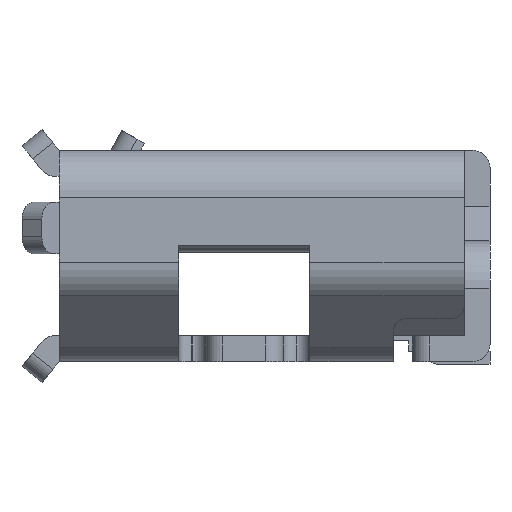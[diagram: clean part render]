
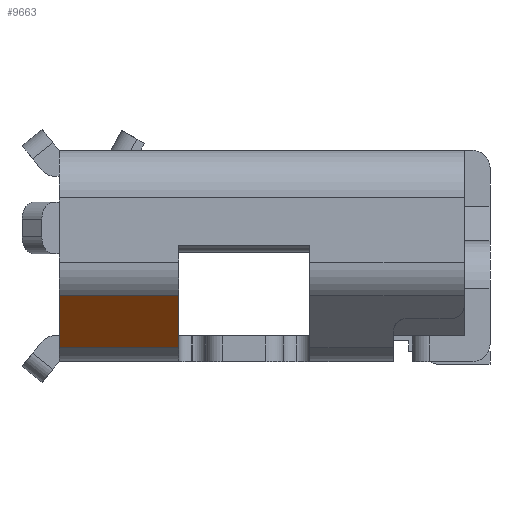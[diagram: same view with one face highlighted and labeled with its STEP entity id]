
A CAD part, front view. The second image highlights one B-rep face of the part: STEP entity #9663.
In plain terms, the highlighted planar face has unit normal (0, -0.707, -0.707).
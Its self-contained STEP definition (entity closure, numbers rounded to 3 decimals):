
#9526 = PLANE('',#9527);
#9527 = AXIS2_PLACEMENT_3D('',#9528,#9529,#9530);
#9528 = CARTESIAN_POINT('',(-0.895,0.,1.27));
#9529 = DIRECTION('',(1.,0.,0.));
#9530 = DIRECTION('',(0.,1.,0.));
#9604 = PLANE('',#9605);
#9605 = AXIS2_PLACEMENT_3D('',#9606,#9607,#9608);
#9606 = CARTESIAN_POINT('',(-2.285,0.,1.27));
#9607 = DIRECTION('',(-1.,0.,0.));
#9608 = DIRECTION('',(0.,-1.,0.));
#9663 = ADVANCED_FACE('',(#9664),#9678,.T.);
#9664 = FACE_BOUND('',#9665,.T.);
#9665 = EDGE_LOOP('',(#9666,#9696,#9746,#9769));
#9666 = ORIENTED_EDGE('',*,*,#9667,.T.);
#9667 = EDGE_CURVE('',#9668,#9670,#9672,.T.);
#9668 = VERTEX_POINT('',#9669);
#9669 = CARTESIAN_POINT('',(-0.895,-2.985,0.206));
#9670 = VERTEX_POINT('',#9671);
#9671 = CARTESIAN_POINT('',(-0.895,-3.589,0.81));
#9672 = SURFACE_CURVE('',#9673,(#9677,#9689),.PCURVE_S1.);
#9673 = LINE('',#9674,#9675);
#9674 = CARTESIAN_POINT('',(-0.895,-2.824,0.045));
#9675 = VECTOR('',#9676,1.);
#9676 = DIRECTION('',(0.,-0.707,0.707)
  );
#9677 = PCURVE('',#9678,#9683);
#9678 = PLANE('',#9679);
#9679 = AXIS2_PLACEMENT_3D('',#9680,#9681,#9682);
#9680 = CARTESIAN_POINT('',(2.415,-2.985,0.206));
#9681 = DIRECTION('',(0.,-0.707,
    -0.707));
#9682 = DIRECTION('',(0.,-0.707,0.707)
  );
#9683 = DEFINITIONAL_REPRESENTATION('',(#9684),#9688);
#9684 = LINE('',#9685,#9686);
#9685 = CARTESIAN_POINT('',(-0.228,3.31));
#9686 = VECTOR('',#9687,1.);
#9687 = DIRECTION('',(1.,0.));
#9688 = ( GEOMETRIC_REPRESENTATION_CONTEXT(2) 
PARAMETRIC_REPRESENTATION_CONTEXT() REPRESENTATION_CONTEXT('2D SPACE',''
  ) );
#9689 = PCURVE('',#9526,#9690);
#9690 = DEFINITIONAL_REPRESENTATION('',(#9691),#9695);
#9691 = LINE('',#9692,#9693);
#9692 = CARTESIAN_POINT('',(-2.824,-1.225));
#9693 = VECTOR('',#9694,1.);
#9694 = DIRECTION('',(-0.707,0.707));
#9695 = ( GEOMETRIC_REPRESENTATION_CONTEXT(2) 
PARAMETRIC_REPRESENTATION_CONTEXT() REPRESENTATION_CONTEXT('2D SPACE',''
  ) );
#9696 = ORIENTED_EDGE('',*,*,#9697,.T.);
#9697 = EDGE_CURVE('',#9670,#9698,#9700,.T.);
#9698 = VERTEX_POINT('',#9699);
#9699 = CARTESIAN_POINT('',(-2.285,-3.589,0.81));
#9700 = SURFACE_CURVE('',#9701,(#9705,#9712),.PCURVE_S1.);
#9701 = LINE('',#9702,#9703);
#9702 = CARTESIAN_POINT('',(2.415,-3.589,0.81));
#9703 = VECTOR('',#9704,1.);
#9704 = DIRECTION('',(-1.,0.,0.));
#9705 = PCURVE('',#9678,#9706);
#9706 = DEFINITIONAL_REPRESENTATION('',(#9707),#9711);
#9707 = LINE('',#9708,#9709);
#9708 = CARTESIAN_POINT('',(0.854,0.));
#9709 = VECTOR('',#9710,1.);
#9710 = DIRECTION('',(0.,1.));
#9711 = ( GEOMETRIC_REPRESENTATION_CONTEXT(2) 
PARAMETRIC_REPRESENTATION_CONTEXT() REPRESENTATION_CONTEXT('2D SPACE',''
  ) );
#9712 = PCURVE('',#9713,#9718);
#9713 = CYLINDRICAL_SURFACE('',#9714,0.55);
#9714 = AXIS2_PLACEMENT_3D('',#9715,#9716,#9717);
#9715 = CARTESIAN_POINT('',(2.415,-3.2,1.199));
#9716 = DIRECTION('',(-1.,0.,0.));
#9717 = DIRECTION('',(0.,-1.,0.));
#9718 = DEFINITIONAL_REPRESENTATION('',(#9719),#9745);
#9719 = B_SPLINE_CURVE_WITH_KNOTS('',3,(#9720,#9721,#9722,#9723,#9724,
    #9725,#9726,#9727,#9728,#9729,#9730,#9731,#9732,#9733,#9734,#9735,
    #9736,#9737,#9738,#9739,#9740,#9741,#9742,#9743,#9744),
  .UNSPECIFIED.,.F.,.F.,(4,1,1,1,1,1,1,1,1,1,1,1,1,1,1,1,1,1,1,1,1,1,4),
  (3.31,3.373,3.436,3.5,3.563,
    3.626,3.689,3.752,3.815,
    3.879,3.942,4.005,4.068,4.131,
    4.195,4.258,4.321,4.384,
    4.447,4.51,4.574,4.637,4.7),
  .UNSPECIFIED.);
#9720 = CARTESIAN_POINT('',(5.498,3.31));
#9721 = CARTESIAN_POINT('',(5.498,3.331));
#9722 = CARTESIAN_POINT('',(5.498,3.373));
#9723 = CARTESIAN_POINT('',(5.498,3.436));
#9724 = CARTESIAN_POINT('',(5.498,3.5));
#9725 = CARTESIAN_POINT('',(5.498,3.563));
#9726 = CARTESIAN_POINT('',(5.498,3.626));
#9727 = CARTESIAN_POINT('',(5.498,3.689));
#9728 = CARTESIAN_POINT('',(5.498,3.752));
#9729 = CARTESIAN_POINT('',(5.498,3.815));
#9730 = CARTESIAN_POINT('',(5.498,3.879));
#9731 = CARTESIAN_POINT('',(5.498,3.942));
#9732 = CARTESIAN_POINT('',(5.498,4.005));
#9733 = CARTESIAN_POINT('',(5.498,4.068));
#9734 = CARTESIAN_POINT('',(5.498,4.131));
#9735 = CARTESIAN_POINT('',(5.498,4.195));
#9736 = CARTESIAN_POINT('',(5.498,4.258));
#9737 = CARTESIAN_POINT('',(5.498,4.321));
#9738 = CARTESIAN_POINT('',(5.498,4.384));
#9739 = CARTESIAN_POINT('',(5.498,4.447));
#9740 = CARTESIAN_POINT('',(5.498,4.51));
#9741 = CARTESIAN_POINT('',(5.498,4.574));
#9742 = CARTESIAN_POINT('',(5.498,4.637));
#9743 = CARTESIAN_POINT('',(5.498,4.679));
#9744 = CARTESIAN_POINT('',(5.498,4.7));
#9745 = ( GEOMETRIC_REPRESENTATION_CONTEXT(2) 
PARAMETRIC_REPRESENTATION_CONTEXT() REPRESENTATION_CONTEXT('2D SPACE',''
  ) );
#9746 = ORIENTED_EDGE('',*,*,#9747,.F.);
#9747 = EDGE_CURVE('',#9748,#9698,#9750,.T.);
#9748 = VERTEX_POINT('',#9749);
#9749 = CARTESIAN_POINT('',(-2.285,-2.985,0.206));
#9750 = SURFACE_CURVE('',#9751,(#9755,#9762),.PCURVE_S1.);
#9751 = LINE('',#9752,#9753);
#9752 = CARTESIAN_POINT('',(-2.285,-2.824,0.045));
#9753 = VECTOR('',#9754,1.);
#9754 = DIRECTION('',(0.,-0.707,0.707)
  );
#9755 = PCURVE('',#9678,#9756);
#9756 = DEFINITIONAL_REPRESENTATION('',(#9757),#9761);
#9757 = LINE('',#9758,#9759);
#9758 = CARTESIAN_POINT('',(-0.228,4.7));
#9759 = VECTOR('',#9760,1.);
#9760 = DIRECTION('',(1.,0.));
#9761 = ( GEOMETRIC_REPRESENTATION_CONTEXT(2) 
PARAMETRIC_REPRESENTATION_CONTEXT() REPRESENTATION_CONTEXT('2D SPACE',''
  ) );
#9762 = PCURVE('',#9604,#9763);
#9763 = DEFINITIONAL_REPRESENTATION('',(#9764),#9768);
#9764 = LINE('',#9765,#9766);
#9765 = CARTESIAN_POINT('',(2.824,-1.225));
#9766 = VECTOR('',#9767,1.);
#9767 = DIRECTION('',(0.707,0.707));
#9768 = ( GEOMETRIC_REPRESENTATION_CONTEXT(2) 
PARAMETRIC_REPRESENTATION_CONTEXT() REPRESENTATION_CONTEXT('2D SPACE',''
  ) );
#9769 = ORIENTED_EDGE('',*,*,#9770,.T.);
#9770 = EDGE_CURVE('',#9748,#9668,#9771,.T.);
#9771 = SURFACE_CURVE('',#9772,(#9776,#9783),.PCURVE_S1.);
#9772 = LINE('',#9773,#9774);
#9773 = CARTESIAN_POINT('',(2.415,-2.985,0.206));
#9774 = VECTOR('',#9775,1.);
#9775 = DIRECTION('',(1.,0.,0.));
#9776 = PCURVE('',#9678,#9777);
#9777 = DEFINITIONAL_REPRESENTATION('',(#9778),#9782);
#9778 = LINE('',#9779,#9780);
#9779 = CARTESIAN_POINT('',(0.,0.));
#9780 = VECTOR('',#9781,1.);
#9781 = DIRECTION('',(0.,-1.));
#9782 = ( GEOMETRIC_REPRESENTATION_CONTEXT(2) 
PARAMETRIC_REPRESENTATION_CONTEXT() REPRESENTATION_CONTEXT('2D SPACE',''
  ) );
#9783 = PCURVE('',#9784,#9789);
#9784 = CYLINDRICAL_SURFACE('',#9785,0.55);
#9785 = AXIS2_PLACEMENT_3D('',#9786,#9787,#9788);
#9786 = CARTESIAN_POINT('',(2.415,-2.596,0.595));
#9787 = DIRECTION('',(1.,0.,0.));
#9788 = DIRECTION('',(0.,1.,0.));
#9789 = DEFINITIONAL_REPRESENTATION('',(#9790),#9816);
#9790 = B_SPLINE_CURVE_WITH_KNOTS('',3,(#9791,#9792,#9793,#9794,#9795,
    #9796,#9797,#9798,#9799,#9800,#9801,#9802,#9803,#9804,#9805,#9806,
    #9807,#9808,#9809,#9810,#9811,#9812,#9813,#9814,#9815),
  .UNSPECIFIED.,.F.,.F.,(4,1,1,1,1,1,1,1,1,1,1,1,1,1,1,1,1,1,1,1,1,1,4),
  (-4.7,-4.637,-4.574,-4.51,-4.447,
    -4.384,-4.321,-4.258,-4.195,
    -4.131,-4.068,-4.005,-3.942,
    -3.879,-3.815,-3.752,-3.689,
    -3.626,-3.563,-3.5,-3.436,
    -3.373,-3.31),.UNSPECIFIED.);
#9791 = CARTESIAN_POINT('',(3.927,-4.7));
#9792 = CARTESIAN_POINT('',(3.927,-4.679));
#9793 = CARTESIAN_POINT('',(3.927,-4.637));
#9794 = CARTESIAN_POINT('',(3.927,-4.574));
#9795 = CARTESIAN_POINT('',(3.927,-4.51));
#9796 = CARTESIAN_POINT('',(3.927,-4.447));
#9797 = CARTESIAN_POINT('',(3.927,-4.384));
#9798 = CARTESIAN_POINT('',(3.927,-4.321));
#9799 = CARTESIAN_POINT('',(3.927,-4.258));
#9800 = CARTESIAN_POINT('',(3.927,-4.195));
#9801 = CARTESIAN_POINT('',(3.927,-4.131));
#9802 = CARTESIAN_POINT('',(3.927,-4.068));
#9803 = CARTESIAN_POINT('',(3.927,-4.005));
#9804 = CARTESIAN_POINT('',(3.927,-3.942));
#9805 = CARTESIAN_POINT('',(3.927,-3.879));
#9806 = CARTESIAN_POINT('',(3.927,-3.815));
#9807 = CARTESIAN_POINT('',(3.927,-3.752));
#9808 = CARTESIAN_POINT('',(3.927,-3.689));
#9809 = CARTESIAN_POINT('',(3.927,-3.626));
#9810 = CARTESIAN_POINT('',(3.927,-3.563));
#9811 = CARTESIAN_POINT('',(3.927,-3.5));
#9812 = CARTESIAN_POINT('',(3.927,-3.436));
#9813 = CARTESIAN_POINT('',(3.927,-3.373));
#9814 = CARTESIAN_POINT('',(3.927,-3.331));
#9815 = CARTESIAN_POINT('',(3.927,-3.31));
#9816 = ( GEOMETRIC_REPRESENTATION_CONTEXT(2) 
PARAMETRIC_REPRESENTATION_CONTEXT() REPRESENTATION_CONTEXT('2D SPACE',''
  ) );
